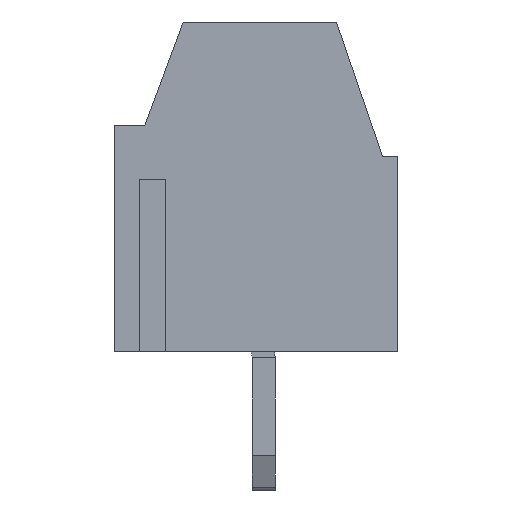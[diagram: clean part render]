
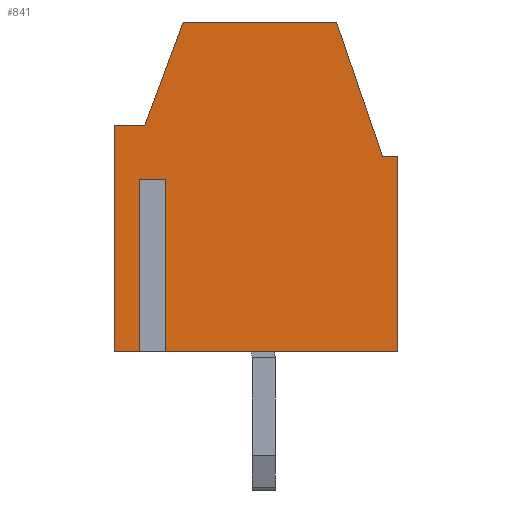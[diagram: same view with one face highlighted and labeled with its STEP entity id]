
A CAD part, left-side view. The second image highlights one B-rep face of the part: STEP entity #841.
In plain terms, the highlighted planar face has unit normal (-1, 0, 0).
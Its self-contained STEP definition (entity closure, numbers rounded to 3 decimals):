
#841=ADVANCED_FACE('',(#3201),#3203,.T.);
#3201=FACE_BOUND('',#3202,.T.);
#3202=EDGE_LOOP('',(#5060,#5061,#5062,#5063,#5064,#5065,#5066,#5067,#5068,#5069,
#5070,#5071));
#3203=PLANE('',#3204);
#3204=AXIS2_PLACEMENT_3D('',#3205,#3206,#3207);
#3205=CARTESIAN_POINT('',(-1.75,0.,0.));
#3206=DIRECTION('',(-1.,0.,0.));
#3207=DIRECTION('',(0.,0.,-1.));
#5060=ORIENTED_EDGE('',*,*,#6352,.F.);
#5061=ORIENTED_EDGE('',*,*,#6353,.F.);
#5062=ORIENTED_EDGE('',*,*,#6354,.F.);
#5063=ORIENTED_EDGE('',*,*,#6355,.T.);
#5064=ORIENTED_EDGE('',*,*,#6356,.T.);
#5065=ORIENTED_EDGE('',*,*,#6357,.T.);
#5066=ORIENTED_EDGE('',*,*,#6358,.T.);
#5067=ORIENTED_EDGE('',*,*,#6250,.T.);
#5068=ORIENTED_EDGE('',*,*,#6344,.T.);
#5069=ORIENTED_EDGE('',*,*,#6359,.T.);
#5070=ORIENTED_EDGE('',*,*,#6360,.T.);
#5071=ORIENTED_EDGE('',*,*,#6361,.T.);
#6250=EDGE_CURVE('',#6958,#6956,#6959,.T.);
#6344=EDGE_CURVE('',#6956,#7127,#7129,.T.);
#6352=EDGE_CURVE('',#7143,#7144,#7145,.T.);
#6353=EDGE_CURVE('',#7146,#7143,#7147,.F.);
#6354=EDGE_CURVE('',#7148,#7146,#7149,.T.);
#6355=EDGE_CURVE('',#7148,#7150,#7151,.T.);
#6356=EDGE_CURVE('',#7150,#7152,#7153,.T.);
#6357=EDGE_CURVE('',#7152,#7154,#7155,.T.);
#6358=EDGE_CURVE('',#7154,#6958,#7156,.T.);
#6359=EDGE_CURVE('',#7127,#7157,#7158,.T.);
#6360=EDGE_CURVE('',#7157,#7159,#7160,.T.);
#6361=EDGE_CURVE('',#7159,#7144,#7161,.T.);
#6956=VERTEX_POINT('',#8096);
#6958=VERTEX_POINT('',#8100);
#6959=LINE('',#8101,#8102);
#7127=VERTEX_POINT('',#8468);
#7129=LINE('',#8472,#8473);
#7143=VERTEX_POINT('',#8502);
#7144=VERTEX_POINT('',#8503);
#7145=LINE('',#8504,#8505);
#7146=VERTEX_POINT('',#8507);
#7147=LINE('',#8508,#8509);
#7148=VERTEX_POINT('',#8511);
#7149=LINE('',#8512,#8513);
#7150=VERTEX_POINT('',#8515);
#7151=LINE('',#8516,#8517);
#7152=VERTEX_POINT('',#8519);
#7153=LINE('',#8520,#8521);
#7154=VERTEX_POINT('',#8523);
#7155=LINE('',#8524,#8525);
#7156=LINE('',#8527,#8528);
#7157=VERTEX_POINT('',#8530);
#7158=LINE('',#8531,#8532);
#7159=VERTEX_POINT('',#8534);
#7160=LINE('',#8535,#8536);
#7161=LINE('',#8538,#8539);
#8096=CARTESIAN_POINT('',(-1.75,2.1,8.6));
#8100=CARTESIAN_POINT('',(-1.75,-1.9,8.6));
#8101=CARTESIAN_POINT('',(-1.75,-1.9,8.6));
#8102=VECTOR('',#8103,1.);
#8103=DIRECTION('',(0.,1.,0.));
#8468=CARTESIAN_POINT('',(-1.75,3.1,5.9));
#8472=CARTESIAN_POINT('',(-1.75,2.1,8.6));
#8473=VECTOR('',#8474,1.);
#8474=DIRECTION('',(0.,0.347,-0.938));
#8502=CARTESIAN_POINT('',(-1.75,3.15,4.5));
#8503=CARTESIAN_POINT('',(-1.75,3.15,0.));
#8504=CARTESIAN_POINT('',(-1.75,3.15,4.5));
#8505=VECTOR('',#8506,1.);
#8506=DIRECTION('',(0.,0.,-1.));
#8507=CARTESIAN_POINT('',(-1.75,2.65,4.5));
#8508=CARTESIAN_POINT('',(-1.75,3.15,4.5));
#8509=VECTOR('',#8510,1.);
#8510=DIRECTION('',(0.,-1.,0.));
#8511=CARTESIAN_POINT('',(-1.75,2.65,0.));
#8512=CARTESIAN_POINT('',(-1.75,2.65,0.));
#8513=VECTOR('',#8514,1.);
#8514=DIRECTION('',(0.,0.,1.));
#8515=CARTESIAN_POINT('',(-1.75,-3.5,0.));
#8516=CARTESIAN_POINT('',(-1.75,2.65,0.));
#8517=VECTOR('',#8518,1.);
#8518=DIRECTION('',(0.,-1.,0.));
#8519=CARTESIAN_POINT('',(-1.75,-3.5,5.1));
#8520=CARTESIAN_POINT('',(-1.75,-3.5,0.));
#8521=VECTOR('',#8522,1.);
#8522=DIRECTION('',(0.,0.,1.));
#8523=CARTESIAN_POINT('',(-1.75,-3.1,5.1));
#8524=CARTESIAN_POINT('',(-1.75,-3.5,5.1));
#8525=VECTOR('',#8526,1.);
#8526=DIRECTION('',(0.,1.,0.));
#8527=CARTESIAN_POINT('',(-1.75,-3.1,5.1));
#8528=VECTOR('',#8529,1.);
#8529=DIRECTION('',(0.,0.324,0.946));
#8530=CARTESIAN_POINT('',(-1.75,3.9,5.9));
#8531=CARTESIAN_POINT('',(-1.75,3.1,5.9));
#8532=VECTOR('',#8533,1.);
#8533=DIRECTION('',(0.,1.,0.));
#8534=CARTESIAN_POINT('',(-1.75,3.9,0.));
#8535=CARTESIAN_POINT('',(-1.75,3.9,5.9));
#8536=VECTOR('',#8537,1.);
#8537=DIRECTION('',(0.,0.,-1.));
#8538=CARTESIAN_POINT('',(-1.75,3.9,0.));
#8539=VECTOR('',#8540,1.);
#8540=DIRECTION('',(0.,-1.,0.));
